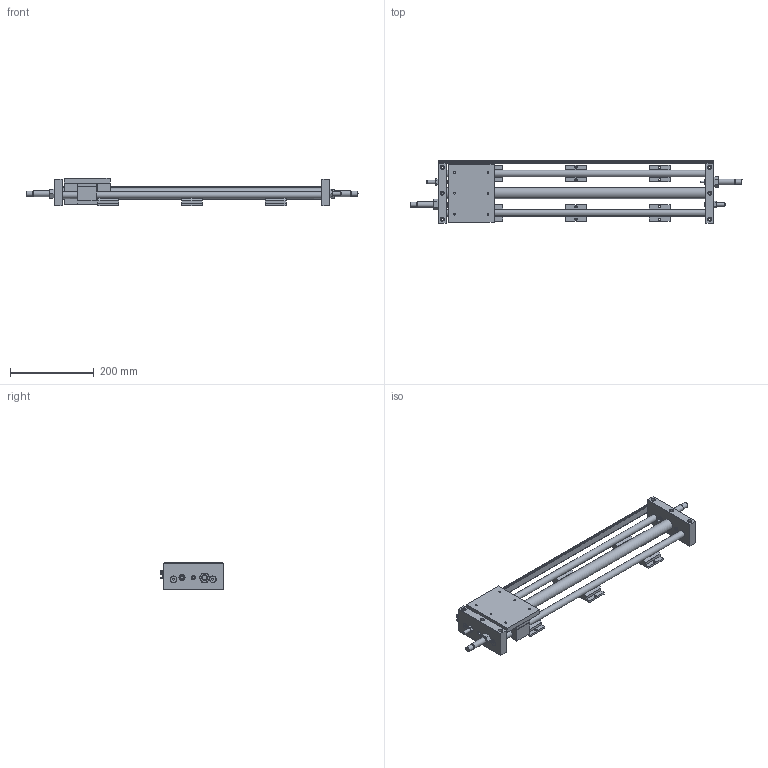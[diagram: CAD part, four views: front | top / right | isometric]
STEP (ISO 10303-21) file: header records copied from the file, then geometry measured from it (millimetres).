
FILE_DESCRIPTION((''),'2;1');
FILE_NAME('MFCH25X500.STEP','2012-11-21T17:21:49',('Administrator'),(''),'CADlook_v9.0','Cimatron E 8.0','');
FILE_SCHEMA(('AUTOMOTIVE_DESIGN { 1 2 10303 214 0 1 1 1 }'));
Length unit declared in the file: millimetre
Bounding box: 794 x 150 x 66 mm (x, y, z)
Volume: 1610506 mm3; surface area: 348571.3 mm2
Topology: 6 solids, 6 shells, 457 faces, 1223 edges, 808 vertices
Faces by surface type: plane 333, cylinder 82, cone 30, torus 12
Full cylindrical faces by diameter (mm): 4 x2, 4.3 x6, 5.2 x4, 5.8 x4, 6 x4, 8 x4, 10 x4, 12 x2, 14 x4, 16 x6, 26.4 x2
Entity records: 18140 total; most frequent: CARTESIAN_POINT 2988, ORIENTED_EDGE 2300, DIRECTION 2298, EDGE_CURVE 1150, VECTOR 838, LINE 838, VERTEX_POINT 808, AXIS2_PLACEMENT_3D 730
